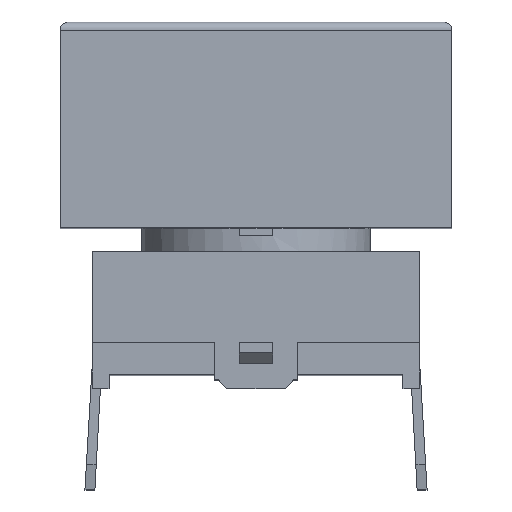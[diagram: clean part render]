
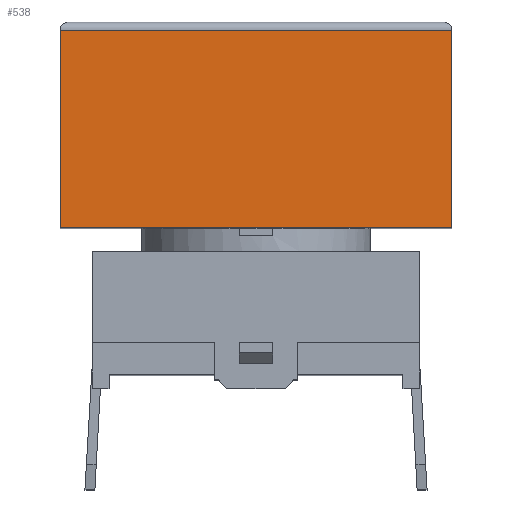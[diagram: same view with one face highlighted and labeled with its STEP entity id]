
A CAD part, top view. The second image highlights one B-rep face of the part: STEP entity #538.
In plain terms, the highlighted planar face has unit normal (0, 0, 1).
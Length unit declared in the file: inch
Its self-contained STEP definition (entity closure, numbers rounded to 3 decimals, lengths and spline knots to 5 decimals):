
#538 = ADVANCED_FACE( '', ( #1009 ), #1010, .F. );
#1009 = FACE_OUTER_BOUND( '', #1454, .T. );
#1010 = PLANE( '', #1455 );
#1454 = EDGE_LOOP( '', ( #2641, #2642, #2643, #2644 ) );
#1455 = AXIS2_PLACEMENT_3D( '', #2645, #2646, #2647 );
#2641 = ORIENTED_EDGE( '', *, *, #3337, .T. );
#2642 = ORIENTED_EDGE( '', *, *, #3297, .F. );
#2643 = ORIENTED_EDGE( '', *, *, #2987, .F. );
#2644 = ORIENTED_EDGE( '', *, *, #3092, .T. );
#2645 = CARTESIAN_POINT( '', ( 0.472, 0.238, 0.472 ) );
#2646 = DIRECTION( '', ( 0., 0., -1. ) );
#2647 = DIRECTION( '', ( -1., 0., 0. ) );
#2987 = EDGE_CURVE( '', #3615, #3617, #3618, .T. );
#3092 = EDGE_CURVE( '', #3615, #3782, #3784, .T. );
#3297 = EDGE_CURVE( '', #3617, #4075, #4077, .T. );
#3337 = EDGE_CURVE( '', #3782, #4075, #4123, .T. );
#3615 = VERTEX_POINT( '', #4506 );
#3617 = VERTEX_POINT( '', #4509 );
#3618 = LINE( '', #4510, #4511 );
#3782 = VERTEX_POINT( '', #4752 );
#3784 = LINE( '', #4754, #4755 );
#4075 = VERTEX_POINT( '', #5201 );
#4077 = LINE( '', #5204, #5205 );
#4123 = LINE( '', #5274, #5275 );
#4506 = CARTESIAN_POINT( '', ( 0.472, 0.238, 0.472 ) );
#4509 = CARTESIAN_POINT( '', ( 0.472, 0., 0.472 ) );
#4510 = CARTESIAN_POINT( '', ( 0.472, 0.238, 0.472 ) );
#4511 = VECTOR( '', #5469, 39.37008 );
#4752 = CARTESIAN_POINT( '', ( 0., 0.238, 0.472 ) );
#4754 = CARTESIAN_POINT( '', ( 0.472, 0.238, 0.472 ) );
#4755 = VECTOR( '', #5565, 39.37008 );
#5201 = CARTESIAN_POINT( '', ( 0., 0., 0.472 ) );
#5204 = CARTESIAN_POINT( '', ( 0.472, 0., 0.472 ) );
#5205 = VECTOR( '', #5725, 39.37008 );
#5274 = CARTESIAN_POINT( '', ( 0., 0.238, 0.472 ) );
#5275 = VECTOR( '', #5749, 39.37008 );
#5469 = DIRECTION( '', ( 0., -1., 0. ) );
#5565 = DIRECTION( '', ( -1., 0., 0. ) );
#5725 = DIRECTION( '', ( -1., 0., 0. ) );
#5749 = DIRECTION( '', ( 0., -1., 0. ) );
